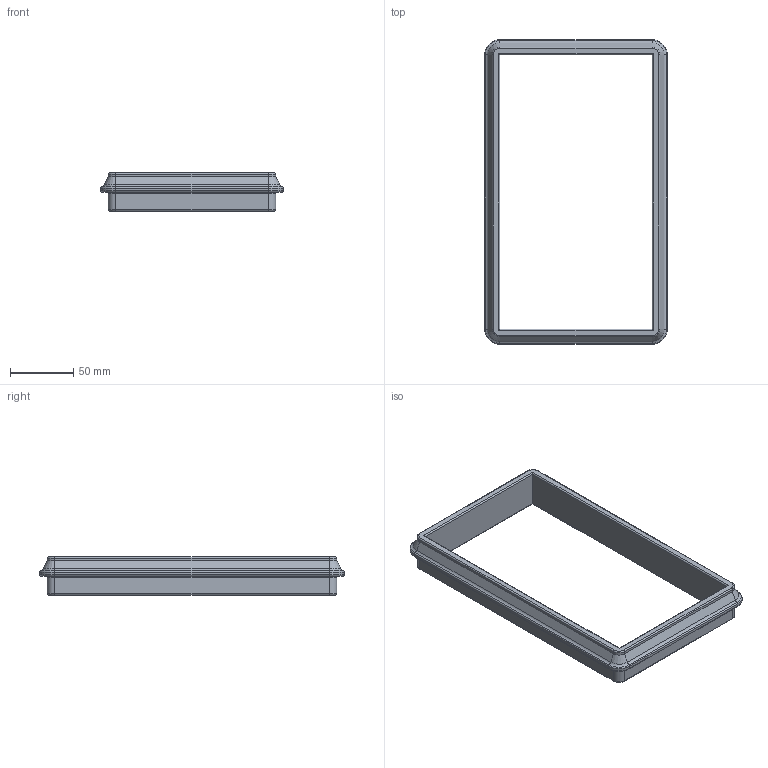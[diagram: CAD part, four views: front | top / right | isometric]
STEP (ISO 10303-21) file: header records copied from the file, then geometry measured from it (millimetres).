
FILE_DESCRIPTION(/* description */ (''),/* implementation_level */ '2;1');
FILE_NAME(/* name */ 'CLW6X1.stp',/* time_stamp */ '2024-08-27T13:21:52+02:00',/* author */ ('se-milkar'),/* organization */ (''),/* preprocessor_version */ 'ST-DEVELOPER v18.1',/* originating_system */ 'Autodesk Inventor 2021',/* authorisation */ '');
FILE_SCHEMA (('AUTOMOTIVE_DESIGN { 1 0 10303 214 3 1 1 }'));
Length unit declared in the file: millimetre
Products named in the file (1): CLW6X1
Bounding box: 144 x 240 x 30 mm (x, y, z)
Volume: 153089.9 mm3; surface area: 54136.9 mm2
Topology: 1 solids, 1 shells, 95 faces, 204 edges, 112 vertices
Faces by surface type: cylinder 44, torus 24, plane 23, cone 4
Entity records: 2571 total; most frequent: DIRECTION 500, CARTESIAN_POINT 412, ORIENTED_EDGE 408, EDGE_CURVE 204, AXIS2_PLACEMENT_3D 200, VERTEX_POINT 112, LINE 100, VECTOR 100
